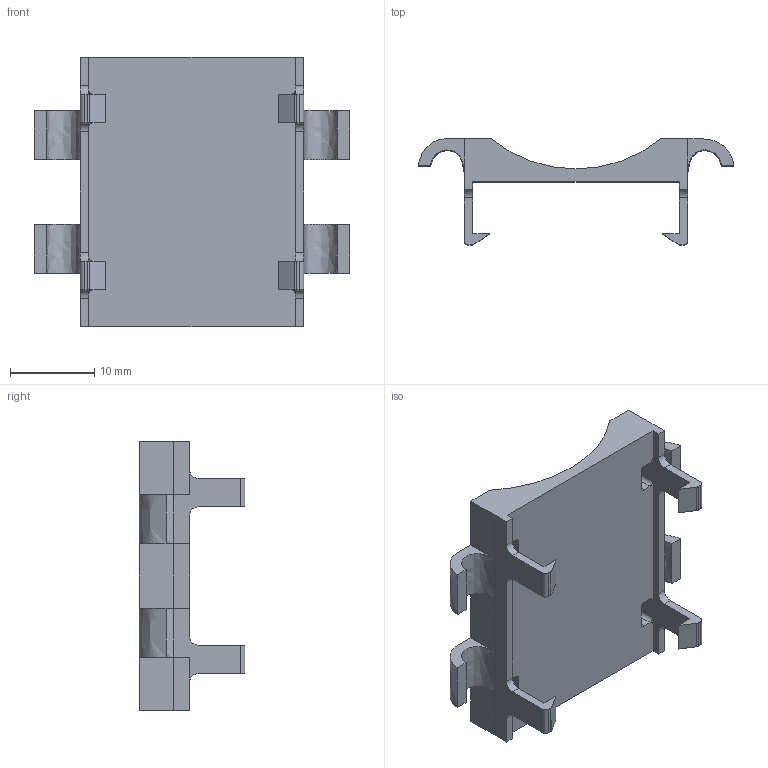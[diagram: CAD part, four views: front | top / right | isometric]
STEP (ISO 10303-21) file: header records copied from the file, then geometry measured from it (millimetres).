
FILE_DESCRIPTION(('Body'),'2;1');
FILE_NAME('Body','2025-07-20T00:36:27',('An Author'),('A Company'), 'Open CASCADE STEP processor 7.9','Dune 3D','Unknown');
FILE_SCHEMA(('AUTOMOTIVE_DESIGN { 1 0 10303 214 1 1 1 1 }'));
Length unit declared in the file: millimetre
Products named in the file (2): PCA; PCB
Assembly tree (1 placements, depth 2):
  PCA
    PCB
Bounding box: 37.5 x 12.58 x 32 mm (x, y, z)
Volume: 2978.9 mm3; surface area: 3138.2 mm2
Topology: 1 solids, 1 shells, 136 faces, 380 edges, 242 vertices
Faces by surface type: plane 89, cylinder 33, extrusion 8, bspline 6
Entity records: 12672 total; most frequent: CARTESIAN_POINT 5715, DIRECTION 1083, ORIENTED_EDGE 760, PCURVE 760, DEFINITIONAL_REPRESENTATION 760, VECTOR 684, LINE 676, EDGE_CURVE 380
